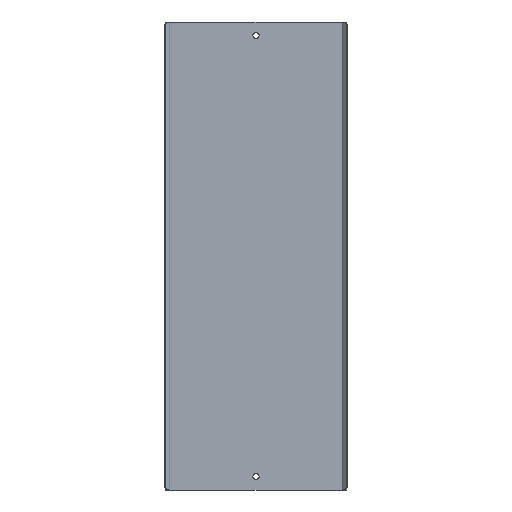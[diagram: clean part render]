
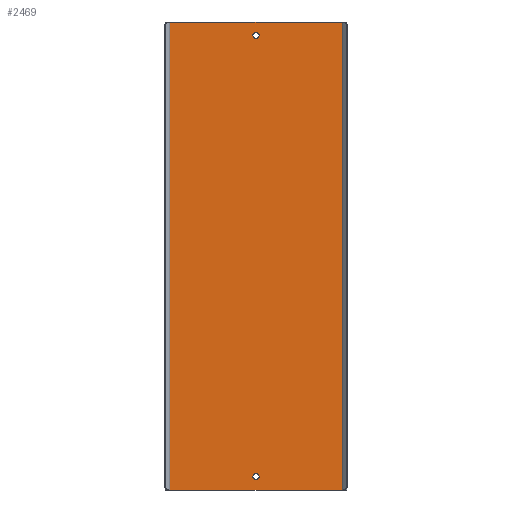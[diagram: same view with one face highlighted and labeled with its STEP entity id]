
A CAD part, front view. The second image highlights one B-rep face of the part: STEP entity #2469.
In plain terms, the highlighted planar face has unit normal (0, -1, 0).
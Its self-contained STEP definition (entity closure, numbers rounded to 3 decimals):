
#10 = CARTESIAN_POINT ( 'NONE',  ( -99.25, 0., 525. ) ) ;
#36 = CIRCLE ( 'NONE', #1893, 3.45 ) ;
#43 = CIRCLE ( 'NONE', #1322, 3.45 ) ;
#87 = ORIENTED_EDGE ( 'NONE', *, *, #293, .T. ) ;
#88 = EDGE_CURVE ( 'NONE', #1760, #1329, #2264, .T. ) ;
#189 = ORIENTED_EDGE ( 'NONE', *, *, #390, .F. ) ;
#195 = EDGE_CURVE ( 'NONE', #1780, #1161, #2591, .T. ) ;
#197 = DIRECTION ( 'NONE',  ( 0., 0., -1. ) ) ;
#211 = DIRECTION ( 'NONE',  ( 0., 0., 1. ) ) ;
#213 = CIRCLE ( 'NONE', #391, 3.45 ) ;
#224 = CARTESIAN_POINT ( 'NONE',  ( 0., 0., 510. ) ) ;
#249 = CARTESIAN_POINT ( 'NONE',  ( -99.25, 0., 0. ) ) ;
#277 = CARTESIAN_POINT ( 'NONE',  ( 100.75, 0., 0. ) ) ;
#293 = EDGE_CURVE ( 'NONE', #985, #2089, #213, .T. ) ;
#390 = EDGE_CURVE ( 'NONE', #1760, #1600, #1827, .T. ) ;
#391 = AXIS2_PLACEMENT_3D ( 'NONE', #1949, #2515, #211 ) ;
#397 = VECTOR ( 'NONE', #2401, 1000. ) ;
#403 = PLANE ( 'NONE',  #1139 ) ;
#407 = CARTESIAN_POINT ( 'NONE',  ( 0., 0., 506.55 ) ) ;
#436 = VECTOR ( 'NONE', #197, 1000. ) ;
#550 = ORIENTED_EDGE ( 'NONE', *, *, #1167, .F. ) ;
#677 = ORIENTED_EDGE ( 'NONE', *, *, #2528, .T. ) ;
#753 = ORIENTED_EDGE ( 'NONE', *, *, #88, .T. ) ;
#816 = FACE_BOUND ( 'NONE', #1968, .T. ) ;
#860 = VERTEX_POINT ( 'NONE', #2531 ) ;
#985 = VERTEX_POINT ( 'NONE', #2033 ) ;
#1114 = LINE ( 'NONE', #277, #1849 ) ;
#1139 = AXIS2_PLACEMENT_3D ( 'NONE', #1652, #1242, #2082 ) ;
#1161 = VERTEX_POINT ( 'NONE', #2627 ) ;
#1167 = EDGE_CURVE ( 'NONE', #1600, #860, #2209, .T. ) ;
#1178 = DIRECTION ( 'NONE',  ( 1., 0., 0. ) ) ;
#1222 = AXIS2_PLACEMENT_3D ( 'NONE', #224, #2541, #1313 ) ;
#1242 = DIRECTION ( 'NONE',  ( 0., 1., 0. ) ) ;
#1313 = DIRECTION ( 'NONE',  ( 0., 0., 1. ) ) ;
#1322 = AXIS2_PLACEMENT_3D ( 'NONE', #1727, #2409, #2622 ) ;
#1329 = VERTEX_POINT ( 'NONE', #249 ) ;
#1530 = DIRECTION ( 'NONE',  ( 1., 0., 0. ) ) ;
#1583 = CARTESIAN_POINT ( 'NONE',  ( 100.75, 0., 525. ) ) ;
#1600 = VERTEX_POINT ( 'NONE', #2648 ) ;
#1610 = DIRECTION ( 'NONE',  ( 0., 0., 1. ) ) ;
#1632 = EDGE_LOOP ( 'NONE', ( #1723, #2254 ) ) ;
#1652 = CARTESIAN_POINT ( 'NONE',  ( 100.75, 0., 525. ) ) ;
#1723 = ORIENTED_EDGE ( 'NONE', *, *, #2693, .T. ) ;
#1727 = CARTESIAN_POINT ( 'NONE',  ( 0., 0., 15. ) ) ;
#1760 = VERTEX_POINT ( 'NONE', #10 ) ;
#1780 = VERTEX_POINT ( 'NONE', #407 ) ;
#1789 = CARTESIAN_POINT ( 'NONE',  ( 0., 0., 510. ) ) ;
#1827 = LINE ( 'NONE', #1583, #2728 ) ;
#1849 = VECTOR ( 'NONE', #1530, 1000. ) ;
#1893 = AXIS2_PLACEMENT_3D ( 'NONE', #1789, #2022, #1610 ) ;
#1916 = EDGE_LOOP ( 'NONE', ( #2732, #550, #189, #753 ) ) ;
#1949 = CARTESIAN_POINT ( 'NONE',  ( 0., 0., 15. ) ) ;
#1965 = CARTESIAN_POINT ( 'NONE',  ( 99.25, 0., 525. ) ) ;
#1968 = EDGE_LOOP ( 'NONE', ( #87, #677 ) ) ;
#2022 = DIRECTION ( 'NONE',  ( 0., 1., 0. ) ) ;
#2033 = CARTESIAN_POINT ( 'NONE',  ( 0., 0., 18.45 ) ) ;
#2082 = DIRECTION ( 'NONE',  ( 0., 0., 1. ) ) ;
#2089 = VERTEX_POINT ( 'NONE', #2137 ) ;
#2090 = CARTESIAN_POINT ( 'NONE',  ( -99.25, 0., 525. ) ) ;
#2137 = CARTESIAN_POINT ( 'NONE',  ( 0., 0., 11.55 ) ) ;
#2149 = EDGE_CURVE ( 'NONE', #1329, #860, #1114, .T. ) ;
#2209 = LINE ( 'NONE', #1965, #397 ) ;
#2254 = ORIENTED_EDGE ( 'NONE', *, *, #195, .T. ) ;
#2264 = LINE ( 'NONE', #2090, #436 ) ;
#2288 = FACE_OUTER_BOUND ( 'NONE', #1916, .T. ) ;
#2401 = DIRECTION ( 'NONE',  ( 0., 0., -1. ) ) ;
#2409 = DIRECTION ( 'NONE',  ( 0., 1., 0. ) ) ;
#2469 = ADVANCED_FACE ( 'NONE', ( #816, #2702, #2288 ), #403, .F. ) ;
#2515 = DIRECTION ( 'NONE',  ( 0., 1., 0. ) ) ;
#2528 = EDGE_CURVE ( 'NONE', #2089, #985, #43, .T. ) ;
#2531 = CARTESIAN_POINT ( 'NONE',  ( 99.25, 0., 0. ) ) ;
#2541 = DIRECTION ( 'NONE',  ( 0., 1., 0. ) ) ;
#2591 = CIRCLE ( 'NONE', #1222, 3.45 ) ;
#2622 = DIRECTION ( 'NONE',  ( 0., 0., 1. ) ) ;
#2627 = CARTESIAN_POINT ( 'NONE',  ( 0., 0., 513.45 ) ) ;
#2648 = CARTESIAN_POINT ( 'NONE',  ( 99.25, 0., 525. ) ) ;
#2693 = EDGE_CURVE ( 'NONE', #1161, #1780, #36, .T. ) ;
#2702 = FACE_BOUND ( 'NONE', #1632, .T. ) ;
#2728 = VECTOR ( 'NONE', #1178, 1000. ) ;
#2732 = ORIENTED_EDGE ( 'NONE', *, *, #2149, .T. ) ;
